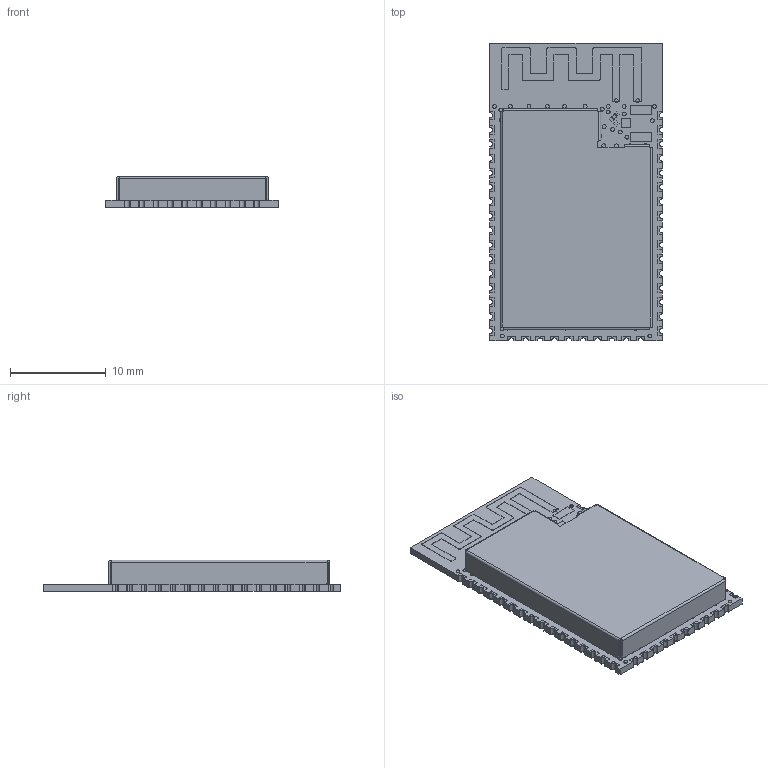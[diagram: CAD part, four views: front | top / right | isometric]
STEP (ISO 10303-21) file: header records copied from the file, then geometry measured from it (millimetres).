
FILE_DESCRIPTION (( 'STEP AP214' ), '1' );
FILE_NAME ('ESP32-S2-WROVER.STEP', '2021-03-05T12:49:40', ( 'madcow' ), ( 'Microsoft' ), 'SwSTEP 2.0', 'SolidWorks 2019', '' );
FILE_SCHEMA (( 'AUTOMOTIVE_DESIGN' ));
Length unit declared in the file: millimetre
Products named in the file (633): uid__1-585^DesignRootModel_PCB_ESP32-S2-WROOM_V1(2)_PCB_ESP32-S2-WROOM_V1; Submodel-R0201_part^DesignRootModel_PCB_ESP32-S2-WROOM_V1(2)_PCB_ESP32-S2-WROOM_V1; uid__4-28^DesignRootModel_PCB_ESP32-S2-WROOM_V1(2)_PCB_ESP32-S2-WROOM_V1; uid__4-113^DesignRootModel_PCB_ESP32-S2-WROOM_V1(2)_PCB_ESP32-S2-WROOM_V1; uid__4-198^DesignRootModel_PCB_ESP32-S2-WROOM_V1(2)_PCB_ESP32-S2-WROOM_V1; uid__1-336^DesignRootModel_PCB_ESP32-S2-WROOM_V1(2)_PCB_ESP32-S2-WROOM_V1; uid__1-434^DesignRootModel_PCB_ESP32-S2-WROOM_V1(2)_PCB_ESP32-S2-WROOM_V1; uid__1-517^DesignRootModel_PCB_ESP32-S2-WROOM_V1(2)_PCB_ESP32-S2-WROOM_V1; uid__1-600^DesignRootModel_PCB_ESP32-S2-WROOM_V1(2)_PCB_ESP32-S2-WROOM_V1; R0201_20210301.STEP^Submodel-R0201_part_DesignRootModel_PCB_ESP32-S2-WROOM_V1(2)_PCB_ESP32-S2-WROOM_V1; uid__4-43^DesignRootModel_PCB_ESP32-S2-WROOM_V1(2)_PCB_ESP32-S2-WROOM_V1; uid__4-128^DesignRootModel_PCB_ESP32-S2-WROOM_V1(2)_PCB_ESP32-S2-WROOM_V1; uid__4-213^DesignRootModel_PCB_ESP32-S2-WROOM_V1(2)_PCB_ESP32-S2-WROOM_V1; uid__1-351^DesignRootModel_PCB_ESP32-S2-WROOM_V1(2)_PCB_ESP32-S2-WROOM_V1; uid__1-448^DesignRootModel_PCB_ESP32-S2-WROOM_V1(2)_PCB_ESP32-S2-WROOM_V1; uid__1-531^DesignRootModel_PCB_ESP32-S2-WROOM_V1(2)_PCB_ESP32-S2-WROOM_V1; uid__1-615^DesignRootModel_PCB_ESP32-S2-WROOM_V1(2)_PCB_ESP32-S2-WROOM_V1; Submodel-L0201_part^DesignRootModel_PCB_ESP32-S2-WROOM_V1(2)_PCB_ESP32-S2-WROOM_V1; uid__4-58^DesignRootModel_PCB_ESP32-S2-WROOM_V1(2)_PCB_ESP32-S2-WROOM_V1; uid__4-143^DesignRootModel_PCB_ESP32-S2-WROOM_V1(2)_PCB_ESP32-S2-WROOM_V1; uid__4-228^DesignRootModel_PCB_ESP32-S2-WROOM_V1(2)_PCB_ESP32-S2-WROOM_V1; uid__1-365^DesignRootModel_PCB_ESP32-S2-WROOM_V1(2)_PCB_ESP32-S2-WROOM_V1; uid__1-463^DesignRootModel_PCB_ESP32-S2-WROOM_V1(2)_PCB_ESP32-S2-WROOM_V1; uid__1-546^DesignRootModel_PCB_ESP32-S2-WROOM_V1(2)_PCB_ESP32-S2-WROOM_V1; C0201_20210301.STEP^Submodel-C0201_part_DesignRootModel_PCB_ESP32-S2-WROOM_V1(2)_PCB_ESP32-S2-WROOM_V1; uid__4-72^DesignRootModel_PCB_ESP32-S2-WROOM_V1(2)_PCB_ESP32-S2-WROOM_V1; uid__4-157^DesignRootModel_PCB_ESP32-S2-WROOM_V1(2)_PCB_ESP32-S2-WROOM_V1; uid__1-288^DesignRootModel_PCB_ESP32-S2-WROOM_V1(2)_PCB_ESP32-S2-WROOM_V1; uid__1-273^DesignRootModel_PCB_ESP32-S2-WROOM_V1(2)_PCB_ESP32-S2-WROOM_V1; uid__1-394^DesignRootModel_PCB_ESP32-S2-WROOM_V1(2)_PCB_ESP32-S2-WROOM_V1; uid__1-379^DesignRootModel_PCB_ESP32-S2-WROOM_V1(2)_PCB_ESP32-S2-WROOM_V1; uid__1-477^DesignRootModel_PCB_ESP32-S2-WROOM_V1(2)_PCB_ESP32-S2-WROOM_V1; uid__1-560^DesignRootModel_PCB_ESP32-S2-WROOM_V1(2)_PCB_ESP32-S2-WROOM_V1; Submodel-3225_part^DesignRootModel_PCB_ESP32-S2-WROOM_V1(2)_PCB_ESP32-S2-WROOM_V1; uid__4-87^DesignRootModel_PCB_ESP32-S2-WROOM_V1(2)_PCB_ESP32-S2-WROOM_V1; uid__4-172^DesignRootModel_PCB_ESP32-S2-WROOM_V1(2)_PCB_ESP32-S2-WROOM_V1; uid__1-302^DesignRootModel_PCB_ESP32-S2-WROOM_V1(2)_PCB_ESP32-S2-WROOM_V1; uid__1-408^DesignRootModel_PCB_ESP32-S2-WROOM_V1(2)_PCB_ESP32-S2-WROOM_V1; uid__1-491^DesignRootModel_PCB_ESP32-S2-WROOM_V1(2)_PCB_ESP32-S2-WROOM_V1; uid__1-574^DesignRootModel_PCB_ESP32-S2-WROOM_V1(2)_PCB_ESP32-S2-WROOM_V1 ...
Assembly tree (694 placements, depth 6):
  ESP32-S2-WROVER
    PCB_ESP32-S2-WROOM_V1(2)^PCB_ESP32-S2-WROOM_V1
      DesignRootModel^PCB_ESP32-S2-WROOM_V1(2)_PCB_ESP32-S2-WROOM_V1
        Submodel-QFN56_0P4_7_part^DesignRootModel_PCB_ESP32-S2-WROOM_V1(2)_PCB_ESP32-S2-WROOM_V1
          ESP32-S2_20210301.STEP^Submodel-QFN56_0P4_7_part_DesignRootModel_PCB_ESP32-S2-WROOM_V1(2)_PCB_ESP32-S2-WROOM_V1
            ESP32-S2_20210301.STEP^ESP32-S2_20210301.STEP_Submodel-QFN56_0P4_7_part_DesignRootModel_PCB_ESP32-S2-WROOM_V1(2)_PCB_ESP32-S2-WROOM_V1
        Submodel-R0201_part^DesignRootModel_PCB_ESP32-S2-WROOM_V1(2)_PCB_ESP32-S2-WROOM_V1
          R0201_20210301.STEP^Submodel-R0201_part_DesignRootModel_PCB_ESP32-S2-WROOM_V1(2)_PCB_ESP32-S2-WROOM_V1
            R0201_20210301.STEP^R0201_20210301.STEP_Submodel-R0201_part_DesignRootModel_PCB_ESP32-S2-WROOM_V1(2)_PCB_ESP32-S2-WROOM_V1
        Submodel-MINI_ANT_TYPEB_1501846164_part^DesignRootModel_PCB_ESP32-S2-WROOM_V1(2)_PCB_ESP32-S2-WROOM_V1
          trace_1^Submodel-MINI_ANT_TYPEB_1501846164_part_DesignRootModel_PCB_ESP32-S2-WROOM_V1(2)_PCB_ESP32-S2-WROOM_V1
        Submodel-C0201_part^DesignRootModel_PCB_ESP32-S2-WROOM_V1(2)_PCB_ESP32-S2-WROOM_V1
          C0201_20210301.STEP^Submodel-C0201_part_DesignRootModel_PCB_ESP32-S2-WROOM_V1(2)_PCB_ESP32-S2-WROOM_V1
            C0201_20210301.STEP^C0201_20210301.STEP_Submodel-C0201_part_DesignRootModel_PCB_ESP32-S2-WROOM_V1(2)_PCB_ESP32-S2-WROOM_V1
        Submodel-SOD882_part^DesignRootModel_PCB_ESP32-S2-WROOM_V1(2)_PCB_ESP32-S2-WROOM_V1
          DFN1006.STEP^Submodel-SOD882_part_DesignRootModel_PCB_ESP32-S2-WROOM_V1(2)_PCB_ESP32-S2-WROOM_V1
            DFN1006.STEP^DFN1006.STEP_Submodel-SOD882_part_DesignRootModel_PCB_ESP32-S2-WROOM_V1(2)_PCB_ESP32-S2-WROOM_V1
        Submodel-R0201A_part^DesignRootModel_PCB_ESP32-S2-WROOM_V1(2)_PCB_ESP32-S2-WROOM_V1
          R0201_20210301.STEP^Submodel-R0201A_part_DesignRootModel_PCB_ESP32-S2-WROOM_V1(2)_PCB_ESP32-S2-WROOM_V1
            R0201_20210301.STEP^R0201_20210301.STEP_Submodel-R0201A_part_DesignRootModel_PCB_ESP32-S2-WROOM_V1(2)_PCB_ESP32-S2-WROOM_V1
        Submodel-R0201_part^DesignRootModel_PCB_ESP32-S2-WROOM_V1(2)_PCB_ESP32-S2-WROOM_V1
          R0201_20210301.STEP^Submodel-R0201_part_DesignRootModel_PCB_ESP32-S2-WROOM_V1(2)_PCB_ESP32-S2-WROOM_V1
            R0201_20210301.STEP^R0201_20210301.STEP_Submodel-R0201_part_DesignRootModel_PCB_ESP32-S2-WROOM_V1(2)_PCB_ESP32-S2-WROOM_V1
        Submodel-R0201_part^DesignRootModel_PCB_ESP32-S2-WROOM_V1(2)_PCB_ESP32-S2-WROOM_V1
          R0201_20210301.STEP^Submodel-R0201_part_DesignRootModel_PCB_ESP32-S2-WROOM_V1(2)_PCB_ESP32-S2-WROOM_V1
            R0201_20210301.STEP^R0201_20210301.STEP_Submodel-R0201_part_DesignRootModel_PCB_ESP32-S2-WROOM_V1(2)_PCB_ESP32-S2-WROOM_V1
        Submodel-R0201_part^DesignRootModel_PCB_ESP32-S2-WROOM_V1(2)_PCB_ESP32-S2-WROOM_V1
          R0201_20210301.STEP^Submodel-R0201_part_DesignRootModel_PCB_ESP32-S2-WROOM_V1(2)_PCB_ESP32-S2-WROOM_V1
            R0201_20210301.STEP^R0201_20210301.STEP_Submodel-R0201_part_DesignRootModel_PCB_ESP32-S2-WROOM_V1(2)_PCB_ESP32-S2-WROOM_V1
        Submodel-R0201_part^DesignRootModel_PCB_ESP32-S2-WROOM_V1(2)_PCB_ESP32-S2-WROOM_V1
          R0201_20210301.STEP^Submodel-R0201_part_DesignRootModel_PCB_ESP32-S2-WROOM_V1(2)_PCB_ESP32-S2-WROOM_V1
            R0201_20210301.STEP^R0201_20210301.STEP_Submodel-R0201_part_DesignRootModel_PCB_ESP32-S2-WROOM_V1(2)_PCB_ESP32-S2-WROOM_V1
        Submodel-R0201_part^DesignRootModel_PCB_ESP32-S2-WROOM_V1(2)_PCB_ESP32-S2-WROOM_V1
          R0201_20210301.STEP^Submodel-R0201_part_DesignRootModel_PCB_ESP32-S2-WROOM_V1(2)_PCB_ESP32-S2-WROOM_V1
            R0201_20210301.STEP^R0201_20210301.STEP_Submodel-R0201_part_DesignRootModel_PCB_ESP32-S2-WROOM_V1(2)_PCB_ESP32-S2-WROOM_V1
        Submodel-R0201_part^DesignRootModel_PCB_ESP32-S2-WROOM_V1(2)_PCB_ESP32-S2-WROOM_V1
          R0201_20210301.STEP^Submodel-R0201_part_DesignRootModel_PCB_ESP32-S2-WROOM_V1(2)_PCB_ESP32-S2-WROOM_V1
            R0201_20210301.STEP^R0201_20210301.STEP_Submodel-R0201_part_DesignRootModel_PCB_ESP32-S2-WROOM_V1(2)_PCB_ESP32-S2-WROOM_V1
        Submodel-L0201_part^DesignRootModel_PCB_ESP32-S2-WROOM_V1(2)_PCB_ESP32-S2-WROOM_V1
          L0201_20210301.STEP^Submodel-L0201_part_DesignRootModel_PCB_ESP32-S2-WROOM_V1(2)_PCB_ESP32-S2-WROOM_V1
            L0201_20210301.STEP^L0201_20210301.STEP_Submodel-L0201_part_DesignRootModel_PCB_ESP32-S2-WROOM_V1(2)_PCB_ESP32-S2-WROOM_V1
        Submodel-L0201_part^DesignRootModel_PCB_ESP32-S2-WROOM_V1(2)_PCB_ESP32-S2-WROOM_V1
          L0201_20210301.STEP^Submodel-L0201_part_DesignRootModel_PCB_ESP32-S2-WROOM_V1(2)_PCB_ESP32-S2-WROOM_V1
            L0201_20210301.STEP^L0201_20210301.STEP_Submodel-L0201_part_DesignRootModel_PCB_ESP32-S2-WROOM_V1(2)_PCB_ESP32-S2-WROOM_V1
        Submodel-C0402_part^DesignRootModel_PCB_ESP32-S2-WROOM_V1(2)_PCB_ESP32-S2-WROOM_V1
          C0402_20210301.STEP^Submodel-C0402_part_DesignRootModel_PCB_ESP32-S2-WROOM_V1(2)_PCB_ESP32-S2-WROOM_V1
            C0402_20210301.STEP^C0402_20210301.STEP_Submodel-C0402_part_DesignRootModel_PCB_ESP32-S2-WROOM_V1(2)_PCB_ESP32-S2-WROOM_V1
        Submodel-C0201_part^DesignRootModel_PCB_ESP32-S2-WROOM_V1(2)_PCB_ESP32-S2-WROOM_V1
          C0201_20210301.STEP^Submodel-C0201_part_DesignRootModel_PCB_ESP32-S2-WROOM_V1(2)_PCB_ESP32-S2-WROOM_V1
            C0201_20210301.STEP^C0201_20210301.STEP_Submodel-C0201_part_DesignRootModel_PCB_ESP32-S2-WROOM_V1(2)_PCB_ESP32-S2-WROOM_V1
        Submodel-C0201_part^DesignRootModel_PCB_ESP32-S2-WROOM_V1(2)_PCB_ESP32-S2-WROOM_V1
          C0201_20210301.STEP^Submodel-C0201_part_DesignRootModel_PCB_ESP32-S2-WROOM_V1(2)_PCB_ESP32-S2-WROOM_V1
            C0201_20210301.STEP^C0201_20210301.STEP_Submodel-C0201_part_DesignRootModel_PCB_ESP32-S2-WROOM_V1(2)_PCB_ESP32-S2-WROOM_V1
        Submodel-C0201_part^DesignRootModel_PCB_ESP32-S2-WROOM_V1(2)_PCB_ESP32-S2-WROOM_V1
          C0201_20210301.STEP^Submodel-C0201_part_DesignRootModel_PCB_ESP32-S2-WROOM_V1(2)_PCB_ESP32-S2-WROOM_V1
            C0201_20210301.STEP^C0201_20210301.STEP_Submodel-C0201_part_DesignRootModel_PCB_ESP32-S2-WROOM_V1(2)_PCB_ESP32-S2-WROOM_V1
        Submodel-C0201_part^DesignRootModel_PCB_ESP32-S2-WROOM_V1(2)_PCB_ESP32-S2-WROOM_V1
          C0201_20210301.STEP^Submodel-C0201_part_DesignRootModel_PCB_ESP32-S2-WROOM_V1(2)_PCB_ESP32-S2-WROOM_V1
            C0201_20210301.STEP^C0201_20210301.STEP_Submodel-C0201_part_DesignRootModel_PCB_ESP32-S2-WROOM_V1(2)_PCB_ESP32-S2-WROOM_V1
        Submodel-C0201_part^DesignRootModel_PCB_ESP32-S2-WROOM_V1(2)_PCB_ESP32-S2-WROOM_V1
Bounding box: 18 x 31 x 3.3 mm (x, y, z)
Volume: 624.5 mm3; surface area: 3089.1 mm2
Topology: 675 solids, 676 shells, 5638 faces, 12277 edges, 7920 vertices
Faces by surface type: plane 3732, cylinder 1660, sphere 154, bspline 88, torus 4
Entity records: 145171 total; most frequent: CARTESIAN_POINT 26008, DIRECTION 20805, ORIENTED_EDGE 17410, EDGE_CURVE 8705, AXIS2_PLACEMENT_3D 7417, VECTOR 5971, LINE 5971, VERTEX_POINT 5760
